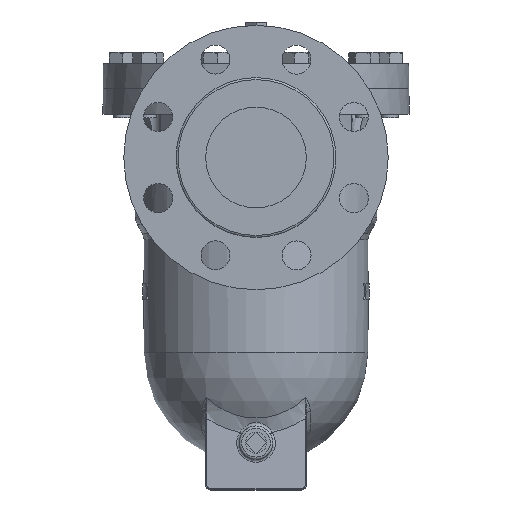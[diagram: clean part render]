
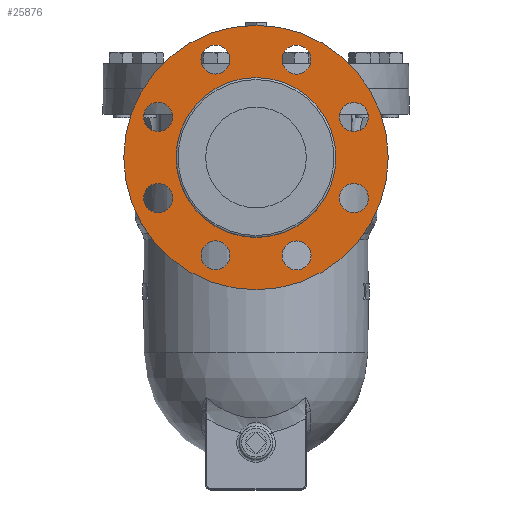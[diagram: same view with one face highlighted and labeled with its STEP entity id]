
A CAD part, left-side view. The second image highlights one B-rep face of the part: STEP entity #25876.
In plain terms, the highlighted planar face has unit normal (-1, 0, 0).
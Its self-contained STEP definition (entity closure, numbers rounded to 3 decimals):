
#257=CARTESIAN_POINT('',(-187.4,0.0,9.));
#258=VERTEX_POINT('',#257);
#259=CARTESIAN_POINT('',(-187.4,0.0,-54.5));
#260=DIRECTION('',(-1.0,0.0,0.0));
#261=DIRECTION('',(0.0,0.0,1.0));
#262=AXIS2_PLACEMENT_3D('',#259,#260,#261);
#263=CIRCLE('',#262,63.5);
#264=EDGE_CURVE('',#258,#258,#263,.T.);
#25168=CARTESIAN_POINT('',(-187.4,0.0,50.5));
#25169=VERTEX_POINT('',#25168);
#25170=CARTESIAN_POINT('',(-187.4,0.0,-54.5));
#25171=DIRECTION('',(-1.0,0.0,0.0));
#25172=DIRECTION('',(0.0,0.0,1.0));
#25173=AXIS2_PLACEMENT_3D('',#25170,#25171,#25172);
#25174=CIRCLE('',#25173,105.);
#25175=EDGE_CURVE('',#25169,#25169,#25174,.T.);
#25241=CARTESIAN_POINT('',(-187.4,-40.335,31.376));
#25242=VERTEX_POINT('',#25241);
#25243=CARTESIAN_POINT('',(-187.4,-32.203,23.244));
#25244=DIRECTION('',(1.,0.,0.));
#25245=DIRECTION('',(0.,-0.707,0.707));
#25246=AXIS2_PLACEMENT_3D('',#25243,#25244,#25245);
#25247=CIRCLE('',#25246,11.5);
#25248=EDGE_CURVE('',#25242,#25242,#25247,.T.);
#25282=CARTESIAN_POINT('',(-187.4,-89.244,-22.297));
#25283=VERTEX_POINT('',#25282);
#25284=CARTESIAN_POINT('',(-187.4,-77.744,-22.297));
#25285=DIRECTION('',(1.0,0.0,0.0));
#25286=DIRECTION('',(0.0,-1.0,0.0));
#25287=AXIS2_PLACEMENT_3D('',#25284,#25285,#25286);
#25288=CIRCLE('',#25287,11.5);
#25289=EDGE_CURVE('',#25283,#25283,#25288,.T.);
#25323=CARTESIAN_POINT('',(-187.4,-85.876,-94.835));
#25324=VERTEX_POINT('',#25323);
#25325=CARTESIAN_POINT('',(-187.4,-77.744,-86.703));
#25326=DIRECTION('',(1.0,0.,0.));
#25327=DIRECTION('',(0.,-0.707,-0.707));
#25328=AXIS2_PLACEMENT_3D('',#25325,#25326,#25327);
#25329=CIRCLE('',#25328,11.5);
#25330=EDGE_CURVE('',#25324,#25324,#25329,.T.);
#25364=CARTESIAN_POINT('',(-187.4,-32.203,-143.744));
#25365=VERTEX_POINT('',#25364);
#25366=CARTESIAN_POINT('',(-187.4,-32.203,-132.244));
#25367=DIRECTION('',(1.0,0.0,0.0));
#25368=DIRECTION('',(0.0,0.0,-1.0));
#25369=AXIS2_PLACEMENT_3D('',#25366,#25367,#25368);
#25370=CIRCLE('',#25369,11.5);
#25371=EDGE_CURVE('',#25365,#25365,#25370,.T.);
#25405=CARTESIAN_POINT('',(-187.4,40.335,-140.376));
#25406=VERTEX_POINT('',#25405);
#25407=CARTESIAN_POINT('',(-187.4,32.203,-132.244));
#25408=DIRECTION('',(1.0,0.,0.));
#25409=DIRECTION('',(0.,0.707,-0.707));
#25410=AXIS2_PLACEMENT_3D('',#25407,#25408,#25409);
#25411=CIRCLE('',#25410,11.5);
#25412=EDGE_CURVE('',#25406,#25406,#25411,.T.);
#25446=CARTESIAN_POINT('',(-187.4,89.244,-86.703));
#25447=VERTEX_POINT('',#25446);
#25448=CARTESIAN_POINT('',(-187.4,77.744,-86.703));
#25449=DIRECTION('',(1.0,0.0,0.0));
#25450=DIRECTION('',(0.0,1.0,0.0));
#25451=AXIS2_PLACEMENT_3D('',#25448,#25449,#25450);
#25452=CIRCLE('',#25451,11.5);
#25453=EDGE_CURVE('',#25447,#25447,#25452,.T.);
#25487=CARTESIAN_POINT('',(-187.4,85.876,-14.165));
#25488=VERTEX_POINT('',#25487);
#25489=CARTESIAN_POINT('',(-187.4,77.744,-22.297));
#25490=DIRECTION('',(1.0,0.,0.));
#25491=DIRECTION('',(0.,0.707,0.707));
#25492=AXIS2_PLACEMENT_3D('',#25489,#25490,#25491);
#25493=CIRCLE('',#25492,11.5);
#25494=EDGE_CURVE('',#25488,#25488,#25493,.T.);
#25528=CARTESIAN_POINT('',(-187.4,32.203,34.744));
#25529=VERTEX_POINT('',#25528);
#25530=CARTESIAN_POINT('',(-187.4,32.203,23.244));
#25531=DIRECTION('',(1.0,0.0,0.0));
#25532=DIRECTION('',(0.0,0.0,1.0));
#25533=AXIS2_PLACEMENT_3D('',#25530,#25531,#25532);
#25534=CIRCLE('',#25533,11.5);
#25535=EDGE_CURVE('',#25529,#25529,#25534,.T.);
#25841=CARTESIAN_POINT('',(-187.4,0.0,29.75));
#25842=DIRECTION('',(-1.0,0.0,0.0));
#25843=DIRECTION('',(0.0,0.0,1.0));
#25844=AXIS2_PLACEMENT_3D('',#25841,#25842,#25843);
#25845=PLANE('',#25844);
#25846=ORIENTED_EDGE('',*,*,#25175,.T.);
#25847=EDGE_LOOP('',(#25846));
#25848=FACE_OUTER_BOUND('',#25847,.T.);
#25849=ORIENTED_EDGE('',*,*,#25248,.T.);
#25850=EDGE_LOOP('',(#25849));
#25851=FACE_BOUND('',#25850,.T.);
#25852=ORIENTED_EDGE('',*,*,#25289,.T.);
#25853=EDGE_LOOP('',(#25852));
#25854=FACE_BOUND('',#25853,.T.);
#25855=ORIENTED_EDGE('',*,*,#25330,.T.);
#25856=EDGE_LOOP('',(#25855));
#25857=FACE_BOUND('',#25856,.T.);
#25858=ORIENTED_EDGE('',*,*,#25371,.T.);
#25859=EDGE_LOOP('',(#25858));
#25860=FACE_BOUND('',#25859,.T.);
#25861=ORIENTED_EDGE('',*,*,#25412,.T.);
#25862=EDGE_LOOP('',(#25861));
#25863=FACE_BOUND('',#25862,.T.);
#25864=ORIENTED_EDGE('',*,*,#25453,.T.);
#25865=EDGE_LOOP('',(#25864));
#25866=FACE_BOUND('',#25865,.T.);
#25867=ORIENTED_EDGE('',*,*,#25494,.T.);
#25868=EDGE_LOOP('',(#25867));
#25869=FACE_BOUND('',#25868,.T.);
#25870=ORIENTED_EDGE('',*,*,#25535,.T.);
#25871=EDGE_LOOP('',(#25870));
#25872=FACE_BOUND('',#25871,.T.);
#25873=ORIENTED_EDGE('',*,*,#264,.F.);
#25874=EDGE_LOOP('',(#25873));
#25875=FACE_BOUND('',#25874,.T.);
#25876=ADVANCED_FACE('',(#25848,#25851,#25854,#25857,#25860,#25863,#25866,#25869,#25872,#25875),#25845,.T.);
